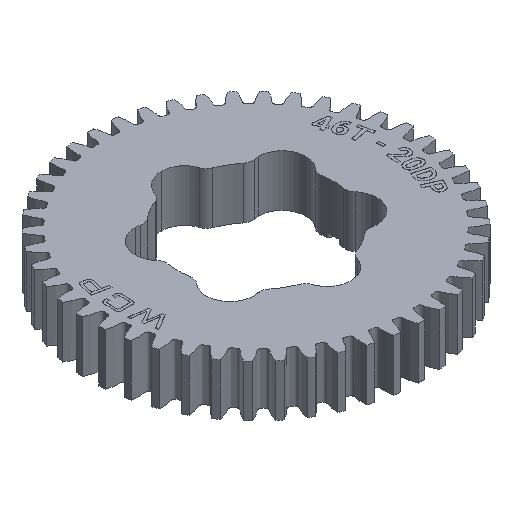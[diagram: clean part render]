
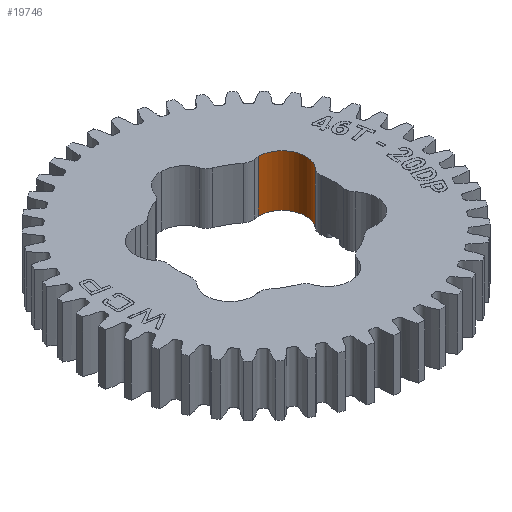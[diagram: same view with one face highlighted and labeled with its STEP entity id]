
A CAD part, isometric view. The second image highlights one B-rep face of the part: STEP entity #19746.
In plain terms, the highlighted cylindrical face has radius 4.366 mm (diameter 8.731 mm), a partial arc.
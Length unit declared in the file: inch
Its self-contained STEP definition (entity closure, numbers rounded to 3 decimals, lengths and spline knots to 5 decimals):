
#184 = EDGE_LOOP ( 'NONE', ( #7256, #20650, #21821, #4277 ) ) ;
#648 = DIRECTION ( 'NONE',  ( 0., 0., -1. ) ) ;
#720 = DIRECTION ( 'NONE',  ( 0., 0., 1. ) ) ;
#739 = VERTEX_POINT ( 'NONE', #838 ) ;
#838 = CARTESIAN_POINT ( 'NONE',  ( 0.44654, 0.42969, 0.1875 ) ) ;
#1187 = VERTEX_POINT ( 'NONE', #5426 ) ;
#1731 = DIRECTION ( 'NONE',  ( 0., 0., -1. ) ) ;
#2112 = VERTEX_POINT ( 'NONE', #4279 ) ;
#2785 = CARTESIAN_POINT ( 'NONE',  ( 0.44654, 0.42969, 0.25 ) ) ;
#4003 = CIRCLE ( 'NONE', #24618, 0.17188 ) ;
#4277 = ORIENTED_EDGE ( 'NONE', *, *, #9391, .F. ) ;
#4279 = CARTESIAN_POINT ( 'NONE',  ( 0.57566, 0.14437, 0.1875 ) ) ;
#5426 = CARTESIAN_POINT ( 'NONE',  ( 0.57566, 0.14437, -0.1875 ) ) ;
#6222 = LINE ( 'NONE', #23538, #14470 ) ;
#7256 = ORIENTED_EDGE ( 'NONE', *, *, #20562, .T. ) ;
#7419 = CARTESIAN_POINT ( 'NONE',  ( 0.44654, 0.25781, -0.1875 ) ) ;
#7907 = DIRECTION ( 'NONE',  ( 0., 0., -1. ) ) ;
#8017 = EDGE_CURVE ( 'NONE', #11308, #1187, #4003, .T. ) ;
#9391 = EDGE_CURVE ( 'NONE', #2112, #1187, #6222, .T. ) ;
#9996 = VECTOR ( 'NONE', #12988, 39.37008 ) ;
#10226 = CARTESIAN_POINT ( 'NONE',  ( 0.44654, 0.25781, 0.25 ) ) ;
#10292 = DIRECTION ( 'NONE',  ( -1., 0., 0. ) ) ;
#10300 = AXIS2_PLACEMENT_3D ( 'NONE', #18424, #720, #10292 ) ;
#10477 = FACE_OUTER_BOUND ( 'NONE', #184, .T. ) ;
#10802 = LINE ( 'NONE', #2785, #9996 ) ;
#11308 = VERTEX_POINT ( 'NONE', #18916 ) ;
#11429 = DIRECTION ( 'NONE',  ( 1., 0., 0. ) ) ;
#12839 = EDGE_CURVE ( 'NONE', #739, #11308, #10802, .T. ) ;
#12988 = DIRECTION ( 'NONE',  ( 0., 0., -1. ) ) ;
#14409 = AXIS2_PLACEMENT_3D ( 'NONE', #10226, #648, #22478 ) ;
#14470 = VECTOR ( 'NONE', #7907, 39.37008 ) ;
#14598 = CYLINDRICAL_SURFACE ( 'NONE', #14409, 0.17188 ) ;
#18424 = CARTESIAN_POINT ( 'NONE',  ( 0.44654, 0.25781, 0.1875 ) ) ;
#18916 = CARTESIAN_POINT ( 'NONE',  ( 0.44654, 0.42969, -0.1875 ) ) ;
#19354 = CIRCLE ( 'NONE', #10300, 0.17188 ) ;
#19746 = ADVANCED_FACE ( 'NONE', ( #10477 ), #14598, .F. ) ;
#20562 = EDGE_CURVE ( 'NONE', #2112, #739, #19354, .T. ) ;
#20650 = ORIENTED_EDGE ( 'NONE', *, *, #12839, .T. ) ;
#21821 = ORIENTED_EDGE ( 'NONE', *, *, #8017, .T. ) ;
#22478 = DIRECTION ( 'NONE',  ( 0., 1., 0. ) ) ;
#23538 = CARTESIAN_POINT ( 'NONE',  ( 0.57566, 0.14437, 0.25 ) ) ;
#24618 = AXIS2_PLACEMENT_3D ( 'NONE', #7419, #1731, #11429 ) ;
